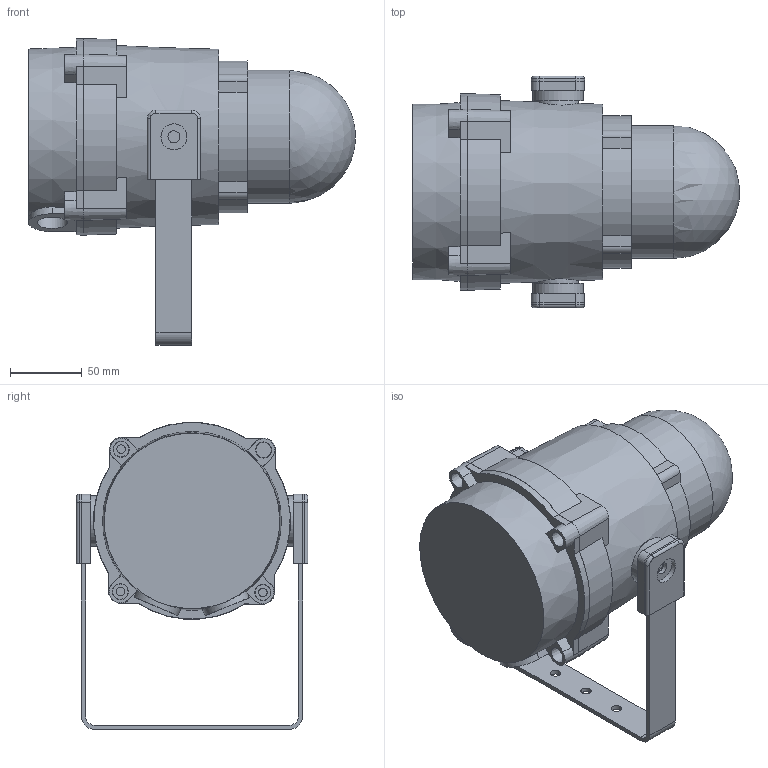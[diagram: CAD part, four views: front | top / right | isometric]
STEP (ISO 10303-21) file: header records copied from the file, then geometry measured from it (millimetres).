
FILE_DESCRIPTION (( 'STEP AP214' ), '1' );
FILE_NAME ('D210-05-201-3D_Issue_A.STEP', '2022-09-16T13:10:02', ( '' ), ( '' ), 'SwSTEP 2.0', 'SolidWorks 2021', '' );
FILE_SCHEMA (( 'AUTOMOTIVE_DESIGN' ));
Length unit declared in the file: millimetre
Products named in the file (6): b; D chamber cap; a; stirrup; D210-05-201-3D_Issue_A; Beacon main body
Assembly tree (7 placements, depth 2):
  D210-05-201-3D_Issue_A
    Beacon main body
    D chamber cap
    stirrup
    b  x2
    a  x2
Bounding box: 227.16 x 161 x 213.32 mm (x, y, z)
Volume: 2574615 mm3; surface area: 193823.2 mm2
Topology: 7 solids, 7 shells, 200 faces, 508 edges, 339 vertices
Faces by surface type: plane 116, cylinder 54, cone 25, torus 4, sphere 1
Full cylindrical faces by diameter (mm): 6 x3, 7 x3, 8.3 x4, 13 x2, 13.5 x2, 18 x2, 21 x2, 29 x2, 35 x2, 92.4 x1, 122.97 x1
Entity records: 5689 total; most frequent: CARTESIAN_POINT 1435, DIRECTION 849, ORIENTED_EDGE 780, EDGE_CURVE 390, AXIS2_PLACEMENT_3D 324, VERTEX_POINT 275, EDGE_LOOP 229, LINE 201
